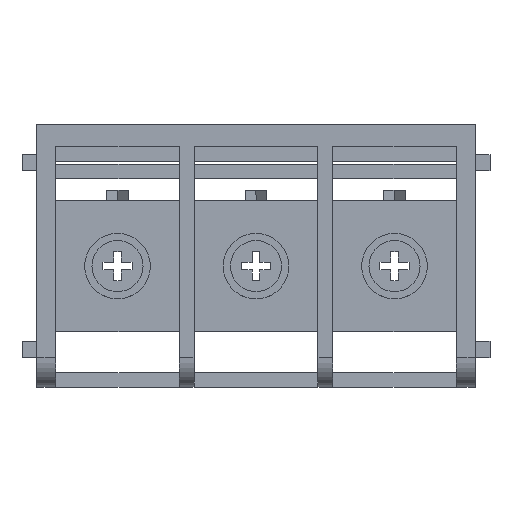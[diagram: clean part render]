
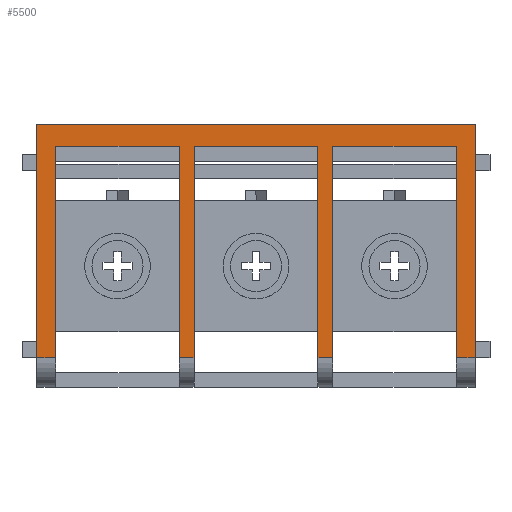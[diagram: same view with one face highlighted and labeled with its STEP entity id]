
A CAD part, top view. The second image highlights one B-rep face of the part: STEP entity #5500.
In plain terms, the highlighted planar face has unit normal (0, 0, 1).
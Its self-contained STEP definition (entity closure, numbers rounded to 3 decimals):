
#240 = ORIENTED_EDGE ( 'NONE', *, *, #8778, .F. ) ;
#296 = VERTEX_POINT ( 'NONE', #8893 ) ;
#297 = DIRECTION ( 'NONE',  ( 0., 0., 1. ) ) ;
#351 = LINE ( 'NONE', #7578, #3708 ) ;
#359 = CARTESIAN_POINT ( 'NONE',  ( 28.364, -20.603, 16. ) ) ;
#431 = VERTEX_POINT ( 'NONE', #1107 ) ;
#442 = LINE ( 'NONE', #4067, #5429 ) ;
#450 = ORIENTED_EDGE ( 'NONE', *, *, #6165, .F. ) ;
#507 = DIRECTION ( 'NONE',  ( 0., -1., 0. ) ) ;
#539 = CARTESIAN_POINT ( 'NONE',  ( 38.164, -19.103, 16. ) ) ;
#579 = VECTOR ( 'NONE', #4474, 1000. ) ;
#655 = VECTOR ( 'NONE', #10565, 1000. ) ;
#769 = DIRECTION ( 'NONE',  ( -1., 0., 0. ) ) ;
#848 = VECTOR ( 'NONE', #10397, 1000. ) ;
#937 = LINE ( 'NONE', #4690, #5432 ) ;
#954 = EDGE_CURVE ( 'NONE', #4119, #5625, #9874, .T. ) ;
#963 = VERTEX_POINT ( 'NONE', #8091 ) ;
#1087 = EDGE_CURVE ( 'NONE', #1353, #963, #6659, .T. ) ;
#1107 = CARTESIAN_POINT ( 'NONE',  ( 9.364, -35.103, 16. ) ) ;
#1126 = CARTESIAN_POINT ( 'NONE',  ( 23.114, -28.103, 16. ) ) ;
#1353 = VERTEX_POINT ( 'NONE', #10504 ) ;
#1388 = DIRECTION ( 'NONE',  ( -1., 0., 0. ) ) ;
#1484 = EDGE_CURVE ( 'NONE', #2856, #2252, #7692, .T. ) ;
#1569 = DIRECTION ( 'NONE',  ( -1., 0., 0. ) ) ;
#1783 = FACE_OUTER_BOUND ( 'NONE', #8736, .T. ) ;
#2031 = DIRECTION ( 'NONE',  ( 1., 0., 0. ) ) ;
#2137 = DIRECTION ( 'NONE',  ( 0., 1., 0. ) ) ;
#2252 = VERTEX_POINT ( 'NONE', #8861 ) ;
#2287 = LINE ( 'NONE', #3111, #5039 ) ;
#2486 = VECTOR ( 'NONE', #6000, 1000. ) ;
#2535 = EDGE_CURVE ( 'NONE', #3239, #3269, #937, .T. ) ;
#2578 = ORIENTED_EDGE ( 'NONE', *, *, #1484, .F. ) ;
#2598 = VECTOR ( 'NONE', #4637, 1000. ) ;
#2795 = CARTESIAN_POINT ( 'NONE',  ( 18.864, -20.603, 16. ) ) ;
#2856 = VERTEX_POINT ( 'NONE', #9060 ) ;
#2863 = LINE ( 'NONE', #6337, #8460 ) ;
#2889 = AXIS2_PLACEMENT_3D ( 'NONE', #1126, #297, #2031 ) ;
#3079 = DIRECTION ( 'NONE',  ( 1., 0., 0. ) ) ;
#3111 = CARTESIAN_POINT ( 'NONE',  ( 18.864, -20.603, 16. ) ) ;
#3218 = EDGE_CURVE ( 'NONE', #963, #4119, #8905, .T. ) ;
#3226 = ORIENTED_EDGE ( 'NONE', *, *, #954, .F. ) ;
#3239 = VERTEX_POINT ( 'NONE', #3500 ) ;
#3269 = VERTEX_POINT ( 'NONE', #6343 ) ;
#3300 = ORIENTED_EDGE ( 'NONE', *, *, #6505, .T. ) ;
#3369 = DIRECTION ( 'NONE',  ( 0., 1., 0. ) ) ;
#3411 = VERTEX_POINT ( 'NONE', #2795 ) ;
#3480 = LINE ( 'NONE', #7085, #655 ) ;
#3500 = CARTESIAN_POINT ( 'NONE',  ( 8.064, -19.103, 16. ) ) ;
#3534 = VECTOR ( 'NONE', #507, 1000. ) ;
#3708 = VECTOR ( 'NONE', #3079, 1000. ) ;
#4067 = CARTESIAN_POINT ( 'NONE',  ( 9.364, -20.603, 16. ) ) ;
#4119 = VERTEX_POINT ( 'NONE', #359 ) ;
#4123 = EDGE_CURVE ( 'NONE', #10071, #10531, #10273, .T. ) ;
#4474 = DIRECTION ( 'NONE',  ( 0., -1., 0. ) ) ;
#4484 = VECTOR ( 'NONE', #6033, 1000. ) ;
#4617 = ORIENTED_EDGE ( 'NONE', *, *, #3218, .F. ) ;
#4637 = DIRECTION ( 'NONE',  ( 1., 0., 0. ) ) ;
#4690 = CARTESIAN_POINT ( 'NONE',  ( 8.064, -19.103, 16. ) ) ;
#4884 = CARTESIAN_POINT ( 'NONE',  ( 38.164, -19.103, 16. ) ) ;
#5039 = VECTOR ( 'NONE', #1388, 1000. ) ;
#5139 = VERTEX_POINT ( 'NONE', #9341 ) ;
#5176 = ORIENTED_EDGE ( 'NONE', *, *, #1087, .F. ) ;
#5336 = VECTOR ( 'NONE', #2137, 1000. ) ;
#5429 = VECTOR ( 'NONE', #1569, 1000. ) ;
#5432 = VECTOR ( 'NONE', #7951, 1000. ) ;
#5500 = ADVANCED_FACE ( 'NONE', ( #1783 ), #10960, .T. ) ;
#5571 = DIRECTION ( 'NONE',  ( 1., 0., 0. ) ) ;
#5625 = VERTEX_POINT ( 'NONE', #8491 ) ;
#5746 = ORIENTED_EDGE ( 'NONE', *, *, #8476, .F. ) ;
#5908 = ORIENTED_EDGE ( 'NONE', *, *, #8201, .T. ) ;
#5946 = CARTESIAN_POINT ( 'NONE',  ( 18.864, -35.103, 16. ) ) ;
#6000 = DIRECTION ( 'NONE',  ( -1., 0., 0. ) ) ;
#6033 = DIRECTION ( 'NONE',  ( 0., -1., 0. ) ) ;
#6116 = ORIENTED_EDGE ( 'NONE', *, *, #11076, .T. ) ;
#6165 = EDGE_CURVE ( 'NONE', #5139, #9733, #442, .T. ) ;
#6337 = CARTESIAN_POINT ( 'NONE',  ( 23.114, -35.103, 16. ) ) ;
#6343 = CARTESIAN_POINT ( 'NONE',  ( 8.064, -35.103, 16. ) ) ;
#6457 = CARTESIAN_POINT ( 'NONE',  ( 9.364, -20.603, 16. ) ) ;
#6505 = EDGE_CURVE ( 'NONE', #10531, #3239, #6511, .T. ) ;
#6511 = LINE ( 'NONE', #7896, #7079 ) ;
#6659 = LINE ( 'NONE', #8605, #6942 ) ;
#6755 = CARTESIAN_POINT ( 'NONE',  ( 17.864, -20.603, 16. ) ) ;
#6811 = LINE ( 'NONE', #6755, #848 ) ;
#6942 = VECTOR ( 'NONE', #10290, 1000. ) ;
#7007 = ORIENTED_EDGE ( 'NONE', *, *, #11212, .T. ) ;
#7079 = VECTOR ( 'NONE', #769, 1000. ) ;
#7085 = CARTESIAN_POINT ( 'NONE',  ( 23.114, -35.103, 16. ) ) ;
#7293 = LINE ( 'NONE', #9863, #2598 ) ;
#7494 = CARTESIAN_POINT ( 'NONE',  ( 38.164, -35.103, 16. ) ) ;
#7578 = CARTESIAN_POINT ( 'NONE',  ( 23.114, -35.103, 16. ) ) ;
#7692 = LINE ( 'NONE', #11360, #11595 ) ;
#7896 = CARTESIAN_POINT ( 'NONE',  ( 8.064, -19.103, 16. ) ) ;
#7951 = DIRECTION ( 'NONE',  ( 0., -1., 0. ) ) ;
#8018 = ORIENTED_EDGE ( 'NONE', *, *, #10619, .T. ) ;
#8091 = CARTESIAN_POINT ( 'NONE',  ( 36.864, -20.603, 16. ) ) ;
#8201 = EDGE_CURVE ( 'NONE', #2856, #5625, #7293, .T. ) ;
#8460 = VECTOR ( 'NONE', #5571, 1000. ) ;
#8476 = EDGE_CURVE ( 'NONE', #9733, #431, #10566, .T. ) ;
#8491 = CARTESIAN_POINT ( 'NONE',  ( 28.364, -35.103, 16. ) ) ;
#8605 = CARTESIAN_POINT ( 'NONE',  ( 36.864, -20.603, 16. ) ) ;
#8736 = EDGE_LOOP ( 'NONE', ( #8981, #7007, #240, #10053, #2578, #5908, #3226, #4617, #5176, #8018, #8923, #3300, #11755, #6116, #5746, #450 ) ) ;
#8778 = EDGE_CURVE ( 'NONE', #3411, #9285, #10381, .T. ) ;
#8861 = CARTESIAN_POINT ( 'NONE',  ( 27.364, -20.603, 16. ) ) ;
#8893 = CARTESIAN_POINT ( 'NONE',  ( 17.864, -35.103, 16. ) ) ;
#8905 = LINE ( 'NONE', #10523, #2486 ) ;
#8923 = ORIENTED_EDGE ( 'NONE', *, *, #4123, .T. ) ;
#8981 = ORIENTED_EDGE ( 'NONE', *, *, #11024, .F. ) ;
#9060 = CARTESIAN_POINT ( 'NONE',  ( 27.364, -35.103, 16. ) ) ;
#9230 = CARTESIAN_POINT ( 'NONE',  ( 28.364, -20.603, 16. ) ) ;
#9285 = VERTEX_POINT ( 'NONE', #5946 ) ;
#9341 = CARTESIAN_POINT ( 'NONE',  ( 17.864, -20.603, 16. ) ) ;
#9541 = CARTESIAN_POINT ( 'NONE',  ( 18.864, -20.603, 16. ) ) ;
#9733 = VERTEX_POINT ( 'NONE', #6457 ) ;
#9863 = CARTESIAN_POINT ( 'NONE',  ( 23.114, -35.103, 16. ) ) ;
#9874 = LINE ( 'NONE', #9230, #579 ) ;
#9893 = CARTESIAN_POINT ( 'NONE',  ( 9.364, -20.603, 16. ) ) ;
#10053 = ORIENTED_EDGE ( 'NONE', *, *, #10079, .F. ) ;
#10071 = VERTEX_POINT ( 'NONE', #7494 ) ;
#10079 = EDGE_CURVE ( 'NONE', #2252, #3411, #2287, .T. ) ;
#10273 = LINE ( 'NONE', #4884, #5336 ) ;
#10290 = DIRECTION ( 'NONE',  ( 0., 1., 0. ) ) ;
#10381 = LINE ( 'NONE', #9541, #3534 ) ;
#10397 = DIRECTION ( 'NONE',  ( 0., 1., 0. ) ) ;
#10504 = CARTESIAN_POINT ( 'NONE',  ( 36.864, -35.103, 16. ) ) ;
#10523 = CARTESIAN_POINT ( 'NONE',  ( 28.364, -20.603, 16. ) ) ;
#10531 = VERTEX_POINT ( 'NONE', #539 ) ;
#10565 = DIRECTION ( 'NONE',  ( 1., 0., 0. ) ) ;
#10566 = LINE ( 'NONE', #9893, #4484 ) ;
#10619 = EDGE_CURVE ( 'NONE', #1353, #10071, #2863, .T. ) ;
#10960 = PLANE ( 'NONE',  #2889 ) ;
#11024 = EDGE_CURVE ( 'NONE', #296, #5139, #6811, .T. ) ;
#11076 = EDGE_CURVE ( 'NONE', #3269, #431, #351, .T. ) ;
#11212 = EDGE_CURVE ( 'NONE', #296, #9285, #3480, .T. ) ;
#11360 = CARTESIAN_POINT ( 'NONE',  ( 27.364, -20.603, 16. ) ) ;
#11595 = VECTOR ( 'NONE', #3369, 1000. ) ;
#11755 = ORIENTED_EDGE ( 'NONE', *, *, #2535, .T. ) ;
